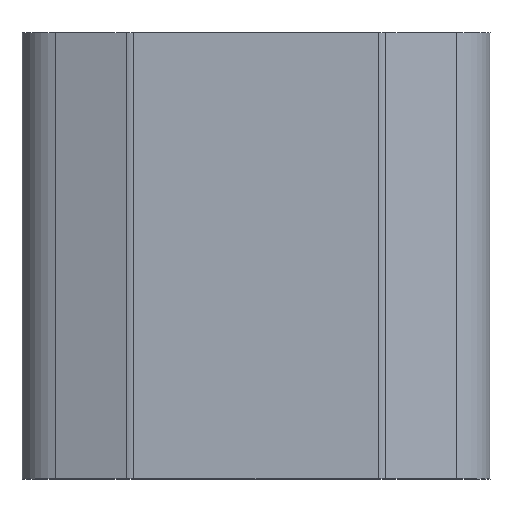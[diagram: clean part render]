
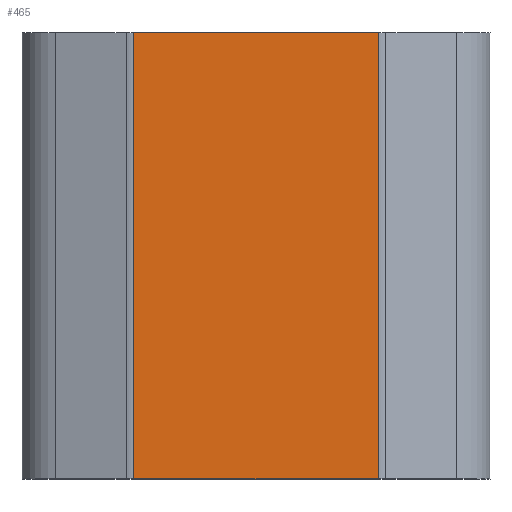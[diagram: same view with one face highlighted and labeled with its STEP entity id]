
A CAD part, top view. The second image highlights one B-rep face of the part: STEP entity #465.
In plain terms, the highlighted planar face has unit normal (0, 0, 1).
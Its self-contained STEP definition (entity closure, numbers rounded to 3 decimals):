
#28=PLANE('',#521);
#49=FACE_OUTER_BOUND('',#73,.T.);
#73=EDGE_LOOP('',(#369,#370,#371,#372));
#117=LINE('',#774,#159);
#118=LINE('',#777,#160);
#119=LINE('',#779,#161);
#120=LINE('',#780,#162);
#159=VECTOR('',#635,10.);
#160=VECTOR('',#638,10.);
#161=VECTOR('',#639,10.);
#162=VECTOR('',#640,10.);
#227=VERTEX_POINT('',#770);
#228=VERTEX_POINT('',#772);
#229=VERTEX_POINT('',#776);
#230=VERTEX_POINT('',#778);
#287=EDGE_CURVE('',#227,#228,#117,.T.);
#288=EDGE_CURVE('',#227,#229,#118,.T.);
#289=EDGE_CURVE('',#230,#228,#119,.T.);
#290=EDGE_CURVE('',#229,#230,#120,.T.);
#369=ORIENTED_EDGE('',*,*,#288,.F.);
#370=ORIENTED_EDGE('',*,*,#287,.T.);
#371=ORIENTED_EDGE('',*,*,#289,.F.);
#372=ORIENTED_EDGE('',*,*,#290,.F.);
#465=ADVANCED_FACE('',(#49),#28,.T.);
#521=AXIS2_PLACEMENT_3D('',#775,#636,#637);
#635=DIRECTION('',(0.,1.,0.));
#636=DIRECTION('center_axis',(0.,0.,1.));
#637=DIRECTION('ref_axis',(1.,0.,0.));
#638=DIRECTION('',(-1.,0.,0.));
#639=DIRECTION('',(1.,0.,0.));
#640=DIRECTION('',(0.,1.,0.));
#770=CARTESIAN_POINT('',(13.711,0.,7.5));
#772=CARTESIAN_POINT('',(13.711,50.,7.5));
#774=CARTESIAN_POINT('',(13.711,0.,7.5));
#775=CARTESIAN_POINT('Origin',(-13.711,0.,7.5));
#776=CARTESIAN_POINT('',(-13.711,0.,7.5));
#777=CARTESIAN_POINT('',(13.711,0.,7.5));
#778=CARTESIAN_POINT('',(-13.711,50.,7.5));
#779=CARTESIAN_POINT('',(13.711,50.,7.5));
#780=CARTESIAN_POINT('',(-13.711,0.,7.5));
